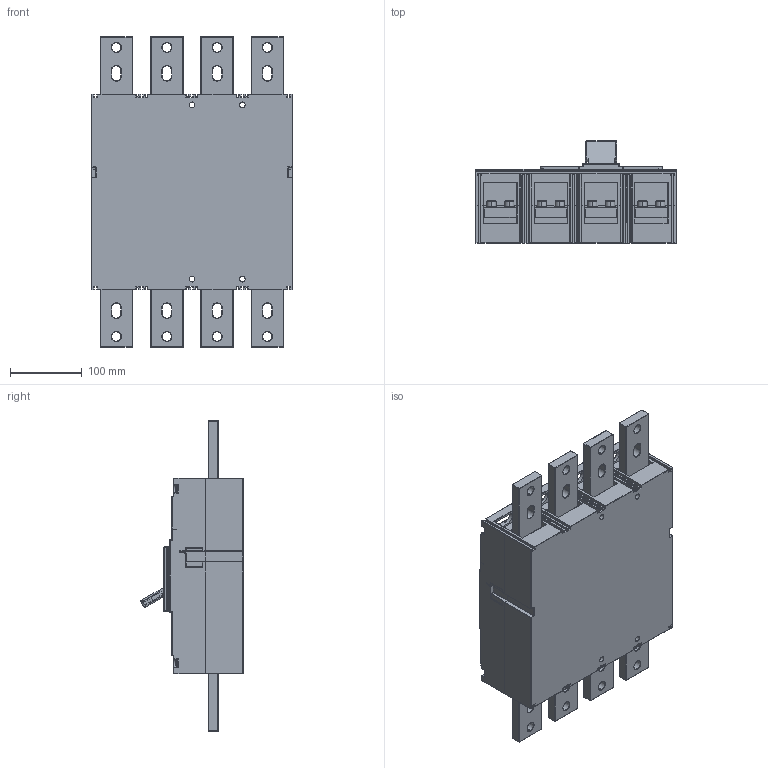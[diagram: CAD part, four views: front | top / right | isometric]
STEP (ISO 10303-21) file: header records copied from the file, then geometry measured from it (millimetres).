
FILE_DESCRIPTION((''),'2;1');
FILE_NAME('ASM0001A_ASM','2021-10-29T',('marketing.praksa'),('Audax d.o.o.'),'CREO PARAMETRIC BY PTC INC, 2017480','CREO PARAMETRIC BY PTC INC, 2017480','');
FILE_SCHEMA(('AUTOMOTIVE_DESIGN { 1 0 10303 214 1 1 1 1 }'));
Products named in the file (16): EB2_1000_4LE_1000A_4P; PRT9567; PRT9568; PRT9570; PRT9571; PRT9572; BLACK; 6S; 2S; 2DS; PRT9575; PRT9576; PRT9577; PRT0035; PRT9571_1_2; ASM0001A_ASM
Assembly tree (15 placements, depth 2):
  ASM0001A_ASM
    EB2_1000_4LE_1000A_4P
    PRT9567
    PRT9568
    PRT9570
    PRT9571
    PRT9572
    BLACK
    6S
    2S
    2DS
    PRT9575
    PRT9576
    PRT9577
    PRT0035
    PRT9571_1_2
Bounding box: 280 x 142.64 x 433 mm (x, y, z)
Volume: 7462805.6 mm3; surface area: 696093.9 mm2
Topology: 47 solids, 47 shells, 3722 faces, 9465 edges, 5688 vertices
Faces by surface type: plane 1703, cylinder 1256, torus 440, sphere 251, bspline 40, cone 32
Entity records: 168926 total; most frequent: CARTESIAN_POINT 24827, DIRECTION 19049, ORIENTED_EDGE 18384, PRESENTATION_STYLE_ASSIGNMENT 12961, STYLED_ITEM 12961, CURVE_STYLE 9192, EDGE_CURVE 9192, AXIS2_PLACEMENT_3D 6793
